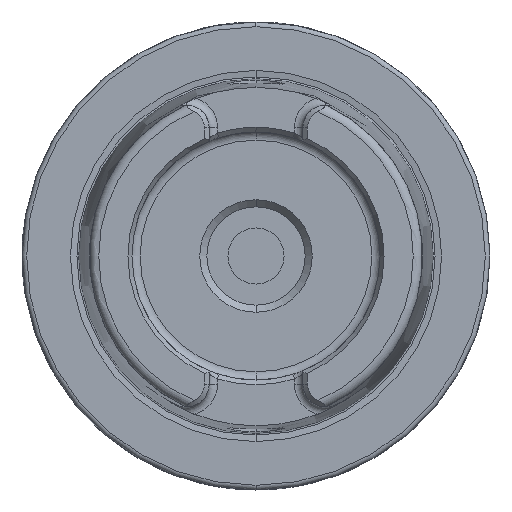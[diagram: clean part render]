
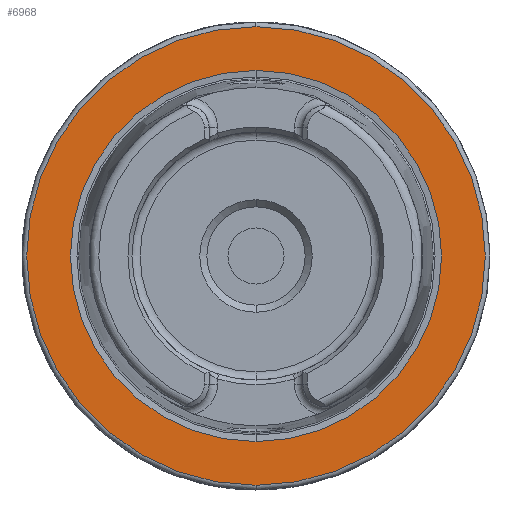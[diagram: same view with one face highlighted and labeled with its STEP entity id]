
A CAD part, left-side view. The second image highlights one B-rep face of the part: STEP entity #6968.
In plain terms, the highlighted planar face has unit normal (-1, 0, 0).
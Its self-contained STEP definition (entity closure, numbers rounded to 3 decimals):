
#72 = VERTEX_POINT ( 'NONE', #7475 ) ;
#114 = EDGE_CURVE ( 'NONE', #72, #116, #7645, .T. ) ;
#116 = VERTEX_POINT ( 'NONE', #7689 ) ;
#119 = VERTEX_POINT ( 'NONE', #7688 ) ;
#120 = EDGE_CURVE ( 'NONE', #119, #164, #7687, .T. ) ;
#164 = VERTEX_POINT ( 'NONE', #7776 ) ;
#225 = DIRECTION ( 'NONE',  ( 0., 0., -1. ) ) ;
#226 = DIRECTION ( 'NONE',  ( 1., 0., 0. ) ) ;
#227 = CARTESIAN_POINT ( 'NONE',  ( 0., 0., 0. ) ) ;
#228 = AXIS2_PLACEMENT_3D ( 'NONE', #227, #226, #225 ) ;
#229 = CIRCLE ( 'NONE', #228, 49. ) ;
#233 = DIRECTION ( 'NONE',  ( 0., 0., 1. ) ) ;
#234 = DIRECTION ( 'NONE',  ( -1., 0., 0. ) ) ;
#236 = CARTESIAN_POINT ( 'NONE',  ( 0., 39.647, 0. ) ) ;
#237 = AXIS2_PLACEMENT_3D ( 'NONE', #236, #234, #233 ) ;
#238 = FACE_OUTER_BOUND ( 'NONE', #6966, .T. ) ;
#239 = FACE_BOUND ( 'NONE', #6959, .T. ) ;
#243 = PLANE ( 'NONE',  #237 ) ;
#287 = DIRECTION ( 'NONE',  ( 0., 0., -1. ) ) ;
#288 = DIRECTION ( 'NONE',  ( 1., 0., 0. ) ) ;
#289 = AXIS2_PLACEMENT_3D ( 'NONE', #294, #288, #287 ) ;
#290 = CIRCLE ( 'NONE', #289, 39.647 ) ;
#294 = CARTESIAN_POINT ( 'NONE',  ( 0., 0., 0. ) ) ;
#6959 = EDGE_LOOP ( 'NONE', ( #7022, #7021 ) ) ;
#6966 = EDGE_LOOP ( 'NONE', ( #7026, #7025 ) ) ;
#6968 = ADVANCED_FACE ( 'NONE', ( #239, #238 ), #243, .T. ) ;
#6970 = EDGE_CURVE ( 'NONE', #164, #119, #229, .T. ) ;
#7015 = EDGE_CURVE ( 'NONE', #116, #72, #290, .T. ) ;
#7021 = ORIENTED_EDGE ( 'NONE', *, *, #7015, .T. ) ;
#7022 = ORIENTED_EDGE ( 'NONE', *, *, #114, .T. ) ;
#7025 = ORIENTED_EDGE ( 'NONE', *, *, #6970, .F. ) ;
#7026 = ORIENTED_EDGE ( 'NONE', *, *, #120, .F. ) ;
#7475 = CARTESIAN_POINT ( 'NONE',  ( 0., 0., 39.647 ) ) ;
#7638 = DIRECTION ( 'NONE',  ( 0., 0., -1. ) ) ;
#7639 = DIRECTION ( 'NONE',  ( 1., 0., 0. ) ) ;
#7640 = CARTESIAN_POINT ( 'NONE',  ( 0., 0., 0. ) ) ;
#7641 = AXIS2_PLACEMENT_3D ( 'NONE', #7640, #7639, #7638 ) ;
#7645 = CIRCLE ( 'NONE', #7641, 39.647 ) ;
#7683 = DIRECTION ( 'NONE',  ( 0., 0., -1. ) ) ;
#7684 = DIRECTION ( 'NONE',  ( 1., 0., 0. ) ) ;
#7685 = CARTESIAN_POINT ( 'NONE',  ( 0., 0., 0. ) ) ;
#7686 = AXIS2_PLACEMENT_3D ( 'NONE', #7685, #7684, #7683 ) ;
#7687 = CIRCLE ( 'NONE', #7686, 49. ) ;
#7688 = CARTESIAN_POINT ( 'NONE',  ( 0., 0., -49. ) ) ;
#7689 = CARTESIAN_POINT ( 'NONE',  ( 0., 0., -39.647 ) ) ;
#7776 = CARTESIAN_POINT ( 'NONE',  ( 0., 0., 49. ) ) ;
